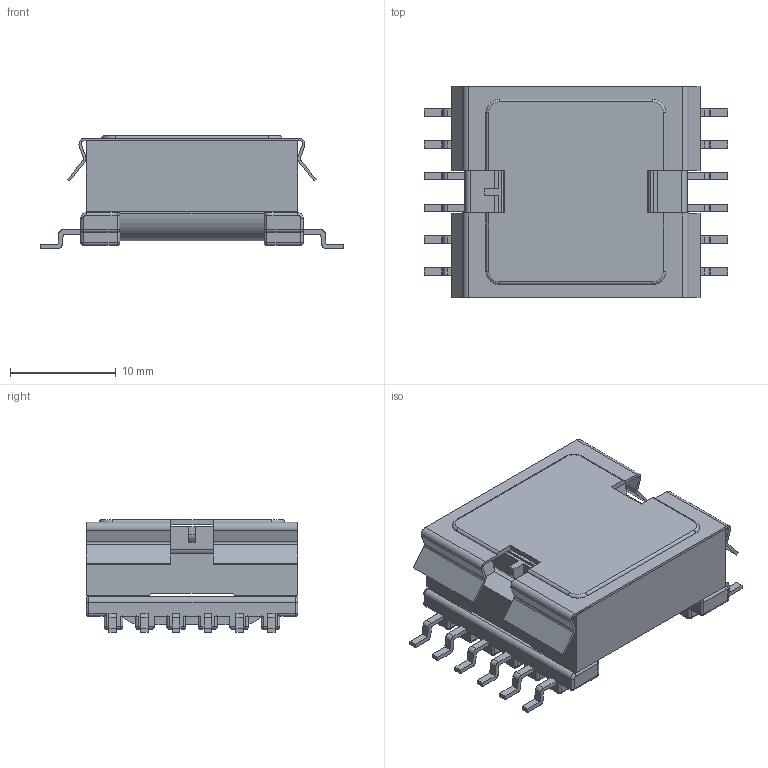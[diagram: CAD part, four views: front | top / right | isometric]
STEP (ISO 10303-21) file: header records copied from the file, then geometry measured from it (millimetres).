
FILE_DESCRIPTION(/* description */ ('Unknown'),/* implementation_level */ '2;1');
FILE_NAME(/* name */ 'T_Wurth_WE-IBTI-EFD20_L23.11W29.08H11.43',/* time_stamp */ '2025-12-25T14:35:36+08:00',/* author */ ('Unknown'),/* organization */ ('Unknown'),/* preprocessor_version */ 'ST-DEVELOPER v19.4',/* originating_system */ 'Solid Edge',/* authorisation */ 'Unknown');
FILE_SCHEMA (('AUTOMOTIVE_DESIGN {1 0 10303 214 3 1 1}'));
Length unit declared in the file: millimetre
Products named in the file (2): T_Wurth_WE-IBTI-EFD20_L23.11W29.08H11.43
Assembly tree (1 placements, depth 2):
  T_Wurth_WE-IBTI-EFD20_L23.11W29.08H11.43
    T_Wurth_WE-IBTI-EFD20_L23.11W29.08H11.43
Bounding box: 28.65 x 20 x 10.67 mm (x, y, z)
Volume: 3364.9 mm3; surface area: 4330.3 mm2
Topology: 1 solids, 3 shells, 563 faces, 1477 edges, 866 vertices
Faces by surface type: plane 294, cylinder 201, sphere 56, torus 12
Entity records: 20592 total; most frequent: CARTESIAN_POINT 3032, DIRECTION 2865, ORIENTED_EDGE 2842, EDGE_CURVE 1421, LINE 987, VECTOR 987, AXIS2_PLACEMENT_3D 939, VERTEX_POINT 866
